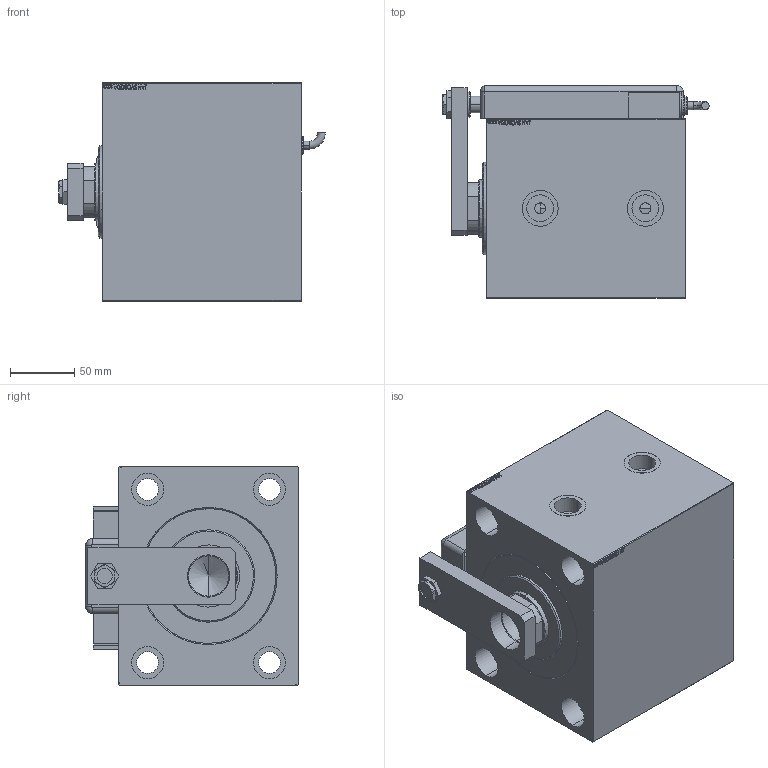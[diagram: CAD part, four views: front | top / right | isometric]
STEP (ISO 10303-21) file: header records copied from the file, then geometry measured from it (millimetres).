
FILE_DESCRIPTION (( 'STEP AP203' ), '1' );
FILE_NAME ('7765.STEP', '2021-03-19T04:49:11', ( '' ), ( '' ), 'SwSTEP 2.0', 'SolidWorks 2019', '' );
FILE_SCHEMA (( 'CONFIG_CONTROL_DESIGN' ));
Length unit declared in the file: millimetre
Products named in the file (13): V450CM_C 13c539631caad9f77d3ea06d60630dea; SWITCH DIM A_G 13c539631caad9f77d3ea06d60630dea; 7765; ZARAZKA_Q 13c539631caad9f77d3ea06d60630dea; SWITCH Q 13c539631caad9f77d3ea06d60630dea; TYC 13c539631caad9f77d3ea06d60630dea; SWITCH_Q_FRONT_BACK 13c539631caad9f77d3ea06d60630dea; V450CM_VC_B 13c539631caad9f77d3ea06d60630dea; NUT_D19 13c539631caad9f77d3ea06d60630dea; NUT_D13 13c539631caad9f77d3ea06d60630dea; V450CM_C_VCP 13c539631caad9f77d3ea06d60630dea; MAGNETIC SWITCH Q 13c539631caad9f77d3ea06d60630dea; KRYT 13c539631caad9f77d3ea06d60630dea
Assembly tree (13 placements, depth 3):
  7765
    V450CM_C 13c539631caad9f77d3ea06d60630dea
    V450CM_C_VCP 13c539631caad9f77d3ea06d60630dea
    V450CM_VC_B 13c539631caad9f77d3ea06d60630dea
    MAGNETIC SWITCH Q 13c539631caad9f77d3ea06d60630dea
      SWITCH_Q_FRONT_BACK 13c539631caad9f77d3ea06d60630dea
      TYC 13c539631caad9f77d3ea06d60630dea
      ZARAZKA_Q 13c539631caad9f77d3ea06d60630dea
      SWITCH DIM A_G 13c539631caad9f77d3ea06d60630dea
      NUT_D19 13c539631caad9f77d3ea06d60630dea
      NUT_D13 13c539631caad9f77d3ea06d60630dea
      KRYT 13c539631caad9f77d3ea06d60630dea
      SWITCH Q 13c539631caad9f77d3ea06d60630dea  x2
Bounding box: 207.66 x 165.8 x 170 mm (x, y, z)
Volume: 3376008.2 mm3; surface area: 381133.4 mm2
Topology: 13 solids, 13 shells, 1266 faces, 3212 edges, 2119 vertices
Faces by surface type: plane 620, bspline 471, cylinder 129, cone 22, torus 22, sphere 2
Entity records: 60525 total; most frequent: CARTESIAN_POINT 32451, ORIENTED_EDGE 6228, DIRECTION 3976, EDGE_CURVE 3114, VERTEX_POINT 2059, VECTOR 1844, LINE 1844, EDGE_LOOP 1405
